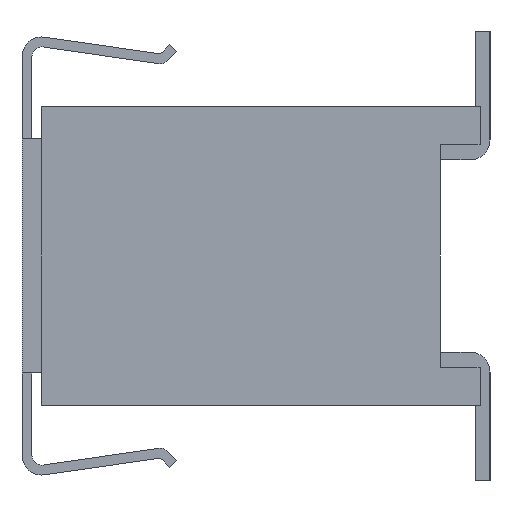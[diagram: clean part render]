
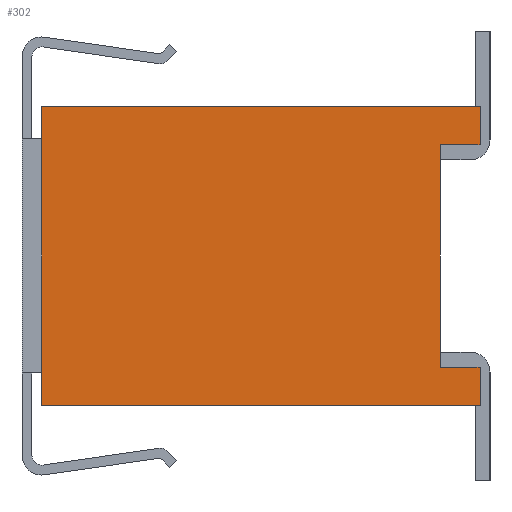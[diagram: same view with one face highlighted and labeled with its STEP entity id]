
A CAD part, left-side view. The second image highlights one B-rep face of the part: STEP entity #302.
In plain terms, the highlighted planar face has unit normal (-1, 0, 0).
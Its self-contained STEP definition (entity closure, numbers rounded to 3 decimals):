
#302 = ADVANCED_FACE( '', ( #1130 ), #1131, .F. );
#1130 = FACE_OUTER_BOUND( '', #2635, .T. );
#1131 = PLANE( '', #2636 );
#2635 = EDGE_LOOP( '', ( #4783, #4784, #4785, #4786, #4787, #4788, #4789, #4790 ) );
#2636 = AXIS2_PLACEMENT_3D( '', #4791, #4792, #4793 );
#4783 = ORIENTED_EDGE( '', *, *, #10241, .F. );
#4784 = ORIENTED_EDGE( '', *, *, #10532, .T. );
#4785 = ORIENTED_EDGE( '', *, *, #10360, .T. );
#4786 = ORIENTED_EDGE( '', *, *, #10181, .T. );
#4787 = ORIENTED_EDGE( '', *, *, #10528, .F. );
#4788 = ORIENTED_EDGE( '', *, *, #10533, .F. );
#4789 = ORIENTED_EDGE( '', *, *, #10534, .T. );
#4790 = ORIENTED_EDGE( '', *, *, #10177, .T. );
#4791 = CARTESIAN_POINT( '', ( -5.31, 3.9, -1.5 ) );
#4792 = DIRECTION( '', ( 1., 0., 0. ) );
#4793 = DIRECTION( '', ( 0., 0., -1. ) );
#10177 = EDGE_CURVE( '', #12208, #12206, #12209, .T. );
#10181 = EDGE_CURVE( '', #12216, #12214, #12217, .T. );
#10241 = EDGE_CURVE( '', #12331, #12206, #12333, .T. );
#10360 = EDGE_CURVE( '', #12532, #12216, #12533, .T. );
#10528 = EDGE_CURVE( '', #12795, #12214, #12797, .T. );
#10532 = EDGE_CURVE( '', #12331, #12532, #12803, .T. );
#10533 = EDGE_CURVE( '', #12804, #12795, #12805, .T. );
#10534 = EDGE_CURVE( '', #12804, #12208, #12806, .T. );
#12206 = VERTEX_POINT( '', #15533 );
#12208 = VERTEX_POINT( '', #15536 );
#12209 = LINE( '', #15537, #15538 );
#12214 = VERTEX_POINT( '', #15545 );
#12216 = VERTEX_POINT( '', #15548 );
#12217 = LINE( '', #15549, #15550 );
#12331 = VERTEX_POINT( '', #15722 );
#12333 = LINE( '', #15725, #15726 );
#12532 = VERTEX_POINT( '', #16043 );
#12533 = LINE( '', #16044, #16045 );
#12795 = VERTEX_POINT( '', #16473 );
#12797 = LINE( '', #16476, #16477 );
#12803 = LINE( '', #16486, #16487 );
#12804 = VERTEX_POINT( '', #16488 );
#12805 = LINE( '', #16489, #16490 );
#12806 = LINE( '', #16491, #16492 );
#15533 = CARTESIAN_POINT( '', ( -5.31, 0., -1.115 ) );
#15536 = CARTESIAN_POINT( '', ( -5.31, 0., -1.5 ) );
#15537 = CARTESIAN_POINT( '', ( -5.31, 0., -1.5 ) );
#15538 = VECTOR( '', #20497, 1000. );
#15545 = CARTESIAN_POINT( '', ( -5.31, 0., 1.5 ) );
#15548 = CARTESIAN_POINT( '', ( -5.31, 0., 1.115 ) );
#15549 = CARTESIAN_POINT( '', ( -5.31, 0., -1.5 ) );
#15550 = VECTOR( '', #20501, 1000. );
#15722 = CARTESIAN_POINT( '', ( -5.31, 0.4, -1.115 ) );
#15725 = CARTESIAN_POINT( '', ( -5.31, 0.4, -1.115 ) );
#15726 = VECTOR( '', #20561, 1000. );
#16043 = CARTESIAN_POINT( '', ( -5.31, 0.4, 1.115 ) );
#16044 = CARTESIAN_POINT( '', ( -5.31, 0.4, 1.115 ) );
#16045 = VECTOR( '', #20680, 1000. );
#16473 = CARTESIAN_POINT( '', ( -5.31, 4.4, 1.5 ) );
#16476 = CARTESIAN_POINT( '', ( -5.31, 3.9, 1.5 ) );
#16477 = VECTOR( '', #20848, 1000. );
#16486 = CARTESIAN_POINT( '', ( -5.31, 0.4, -1.115 ) );
#16487 = VECTOR( '', #20852, 1000. );
#16488 = CARTESIAN_POINT( '', ( -5.31, 4.4, -1.5 ) );
#16489 = CARTESIAN_POINT( '', ( -5.31, 4.4, 1.09 ) );
#16490 = VECTOR( '', #20853, 1000. );
#16491 = CARTESIAN_POINT( '', ( -5.31, 3.9, -1.5 ) );
#16492 = VECTOR( '', #20854, 1000. );
#20497 = DIRECTION( '', ( 0., 0., 1. ) );
#20501 = DIRECTION( '', ( 0., 0., 1. ) );
#20561 = DIRECTION( '', ( 0., -1., 0. ) );
#20680 = DIRECTION( '', ( 0., -1., 0. ) );
#20848 = DIRECTION( '', ( 0., -1., 0. ) );
#20852 = DIRECTION( '', ( 0., 0., 1. ) );
#20853 = DIRECTION( '', ( 0., 0., 1. ) );
#20854 = DIRECTION( '', ( 0., -1., 0. ) );
